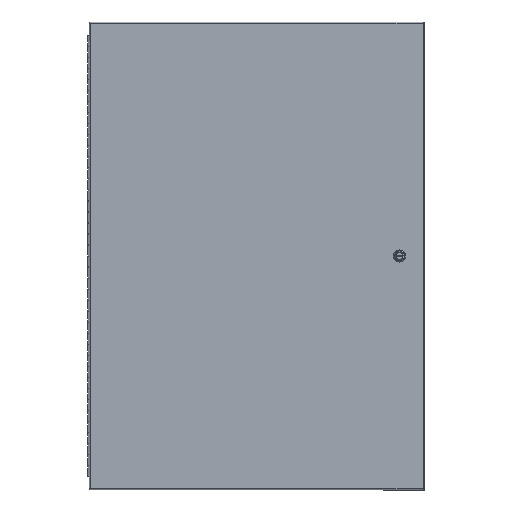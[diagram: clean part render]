
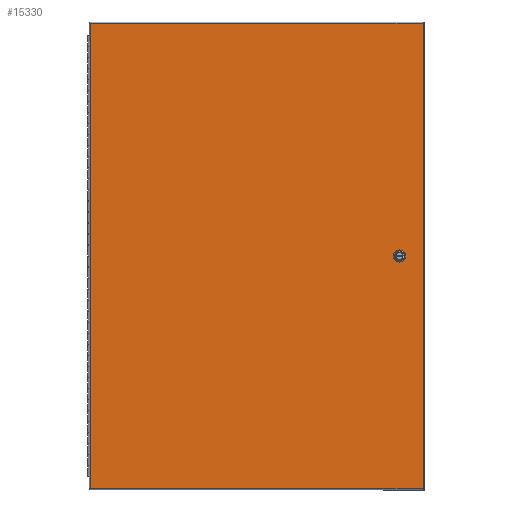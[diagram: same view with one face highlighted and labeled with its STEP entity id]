
A CAD part, top view. The second image highlights one B-rep face of the part: STEP entity #15330.
In plain terms, the highlighted planar face has unit normal (0, 0, 1).
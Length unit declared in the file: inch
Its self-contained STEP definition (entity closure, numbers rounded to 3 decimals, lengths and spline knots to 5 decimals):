
#322=FACE_BOUND('',#1727,.T.);
#817=FACE_OUTER_BOUND('',#1726,.T.);
#1726=EDGE_LOOP('',(#10277,#10278,#10279,#10280));
#1727=EDGE_LOOP('',(#10281,#10282,#10283,#10284,#10285,#10286,#10287,#10288));
#2568=CIRCLE('',#16264,0.453);
#2570=CIRCLE('',#16268,0.453);
#2572=CIRCLE('',#16272,0.453);
#2574=CIRCLE('',#16276,0.453);
#3323=LINE('',#22809,#4826);
#3339=LINE('',#23018,#4842);
#3343=LINE('',#23032,#4846);
#3347=LINE('',#23044,#4850);
#3351=LINE('',#23056,#4854);
#3355=LINE('',#23066,#4858);
#3361=LINE('',#23078,#4864);
#3363=LINE('',#23084,#4866);
#4826=VECTOR('',#18168,42.19575);
#4842=VECTOR('',#18200,42.19575);
#4846=VECTOR('',#18212,0.42712);
#4850=VECTOR('',#18224,0.42712);
#4854=VECTOR('',#18236,0.42712);
#4858=VECTOR('',#18248,0.42712);
#4864=VECTOR('',#18262,30.1645);
#4866=VECTOR('',#18272,30.1645);
#6230=VERTEX_POINT('',#22589);
#6246=VERTEX_POINT('',#22707);
#6261=VERTEX_POINT('',#22808);
#6267=VERTEX_POINT('',#22954);
#6270=VERTEX_POINT('',#23023);
#6271=VERTEX_POINT('',#23025);
#6273=VERTEX_POINT('',#23031);
#6275=VERTEX_POINT('',#23037);
#6277=VERTEX_POINT('',#23043);
#6279=VERTEX_POINT('',#23049);
#6281=VERTEX_POINT('',#23055);
#6283=VERTEX_POINT('',#23061);
#7706=EDGE_CURVE('',#6261,#6246,#3323,.T.);
#7731=EDGE_CURVE('',#6230,#6267,#3339,.T.);
#7734=EDGE_CURVE('',#6271,#6270,#2568,.T.);
#7737=EDGE_CURVE('',#6273,#6271,#3343,.T.);
#7740=EDGE_CURVE('',#6275,#6273,#2570,.T.);
#7743=EDGE_CURVE('',#6277,#6275,#3347,.T.);
#7746=EDGE_CURVE('',#6279,#6277,#2572,.T.);
#7749=EDGE_CURVE('',#6281,#6279,#3351,.T.);
#7752=EDGE_CURVE('',#6283,#6281,#2574,.T.);
#7755=EDGE_CURVE('',#6270,#6283,#3355,.T.);
#7761=EDGE_CURVE('',#6246,#6230,#3361,.T.);
#7763=EDGE_CURVE('',#6267,#6261,#3363,.T.);
#10277=ORIENTED_EDGE('',*,*,#7731,.T.);
#10278=ORIENTED_EDGE('',*,*,#7763,.T.);
#10279=ORIENTED_EDGE('',*,*,#7706,.T.);
#10280=ORIENTED_EDGE('',*,*,#7761,.T.);
#10281=ORIENTED_EDGE('',*,*,#7734,.T.);
#10282=ORIENTED_EDGE('',*,*,#7755,.T.);
#10283=ORIENTED_EDGE('',*,*,#7752,.T.);
#10284=ORIENTED_EDGE('',*,*,#7749,.T.);
#10285=ORIENTED_EDGE('',*,*,#7746,.T.);
#10286=ORIENTED_EDGE('',*,*,#7743,.T.);
#10287=ORIENTED_EDGE('',*,*,#7740,.T.);
#10288=ORIENTED_EDGE('',*,*,#7737,.T.);
#13898=PLANE('',#16287);
#15330=ADVANCED_FACE('',(#817,#322),#13898,.T.);
#16264=AXIS2_PLACEMENT_3D('',#23026,#18206,#18207);
#16268=AXIS2_PLACEMENT_3D('',#23038,#18218,#18219);
#16272=AXIS2_PLACEMENT_3D('',#23050,#18230,#18231);
#16276=AXIS2_PLACEMENT_3D('',#23062,#18242,#18243);
#16287=AXIS2_PLACEMENT_3D('',#23086,#18275,#18276);
#18168=DIRECTION('',(0.,-1.,0.));
#18200=DIRECTION('',(0.,1.,0.));
#18206=DIRECTION('center_axis',(0.,0.,-1.));
#18207=DIRECTION('ref_axis',(0.882,0.471,0.));
#18212=DIRECTION('',(1.,0.,0.));
#18218=DIRECTION('center_axis',(0.,0.,-1.));
#18219=DIRECTION('ref_axis',(-0.471,0.882,0.));
#18224=DIRECTION('',(0.,1.,0.));
#18230=DIRECTION('center_axis',(0.,0.,-1.));
#18231=DIRECTION('ref_axis',(-0.882,-0.471,0.));
#18236=DIRECTION('',(-1.,0.,0.));
#18242=DIRECTION('center_axis',(0.,0.,-1.));
#18243=DIRECTION('ref_axis',(0.471,-0.882,0.));
#18248=DIRECTION('',(0.,-1.,0.));
#18262=DIRECTION('',(1.,0.,0.));
#18272=DIRECTION('',(-1.,0.,0.));
#18275=DIRECTION('center_axis',(0.,0.,1.));
#18276=DIRECTION('ref_axis',(1.,0.,0.));
#22589=CARTESIAN_POINT('',(15.08225,-21.09788,0.074));
#22707=CARTESIAN_POINT('',(-15.08225,-21.09788,0.074));
#22808=CARTESIAN_POINT('',(-15.08225,21.09788,0.074));
#22809=CARTESIAN_POINT('',(-15.08225,10.54894,0.074));
#22954=CARTESIAN_POINT('',(15.08225,21.09788,0.074));
#23018=CARTESIAN_POINT('',(15.08225,-10.54894,0.074));
#23023=CARTESIAN_POINT('',(13.337,0.21356,0.074));
#23025=CARTESIAN_POINT('',(13.15112,0.3995,0.074));
#23026=CARTESIAN_POINT('Origin',(12.93748,0.00005,0.074));
#23031=CARTESIAN_POINT('',(12.724,0.3995,0.074));
#23032=CARTESIAN_POINT('',(6.57556,0.3995,0.074));
#23037=CARTESIAN_POINT('',(12.538,0.21356,0.074));
#23038=CARTESIAN_POINT('Origin',(12.93748,-0.00005,
0.074));
#23043=CARTESIAN_POINT('',(12.538,-0.21356,0.074));
#23044=CARTESIAN_POINT('',(12.538,0.10678,0.074));
#23049=CARTESIAN_POINT('',(12.72394,-0.3995,0.074));
#23050=CARTESIAN_POINT('Origin',(12.9375,0.,
0.074));
#23055=CARTESIAN_POINT('',(13.15106,-0.3995,0.074));
#23056=CARTESIAN_POINT('',(6.36197,-0.3995,0.074));
#23061=CARTESIAN_POINT('',(13.337,-0.21356,0.074));
#23062=CARTESIAN_POINT('Origin',(12.9375,0.,0.074));
#23066=CARTESIAN_POINT('',(13.337,-0.10678,0.074));
#23078=CARTESIAN_POINT('',(-7.54113,-21.09788,0.074));
#23084=CARTESIAN_POINT('',(7.54112,21.09788,0.074));
#23086=CARTESIAN_POINT('Origin',(0.,0.,
0.074));
